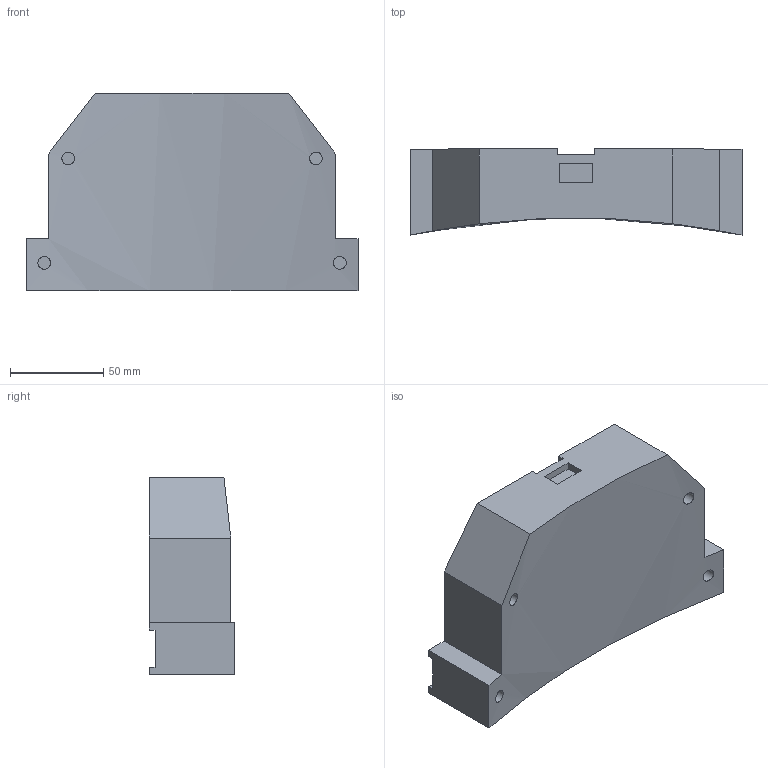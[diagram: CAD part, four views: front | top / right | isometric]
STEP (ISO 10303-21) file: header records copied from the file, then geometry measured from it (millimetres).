
FILE_DESCRIPTION(/* description */ (''),/* implementation_level */ '2;1');
FILE_NAME(/* name */ 'Board Mount v14.stp',/* time_stamp */ '2025-09-12T00:24:55+02:00',/* author */ (''),/* organization */ (''),/* preprocessor_version */ 'ST-DEVELOPER v20.1',/* originating_system */ 'Autodesk Translation Framework v14.10.0.0',/* authorisation */ '');
FILE_SCHEMA (('AUTOMOTIVE_DESIGN { 1 0 10303 214 3 1 1 }'));
Length unit declared in the file: millimetre
Products named in the file (2): Board Mount; Board Controller
Assembly tree (1 placements, depth 2):
  Board Mount
    Board Controller
Bounding box: 178 x 46 x 106 mm (x, y, z)
Volume: 520830 mm3; surface area: 113952.3 mm2
Topology: 2 solids, 2 shells, 76 faces, 220 edges, 148 vertices
Faces by surface type: plane 71, cylinder 4, bspline 1
Full cylindrical faces by diameter (mm): 6.8 x4
Entity records: 2984 total; most frequent: CARTESIAN_POINT 916, ORIENTED_EDGE 440, DIRECTION 364, EDGE_CURVE 220, LINE 200, VECTOR 200, VERTEX_POINT 148, EDGE_LOOP 88
